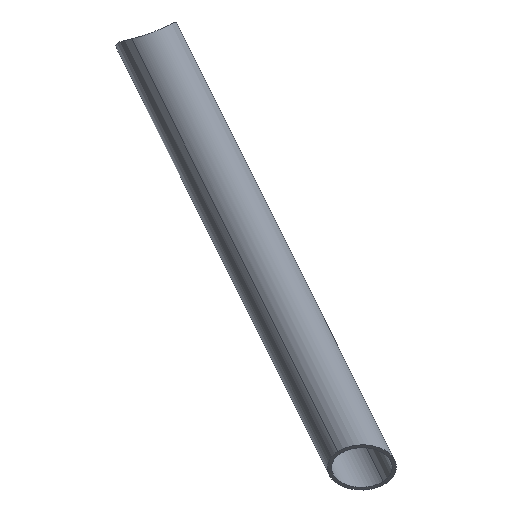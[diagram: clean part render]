
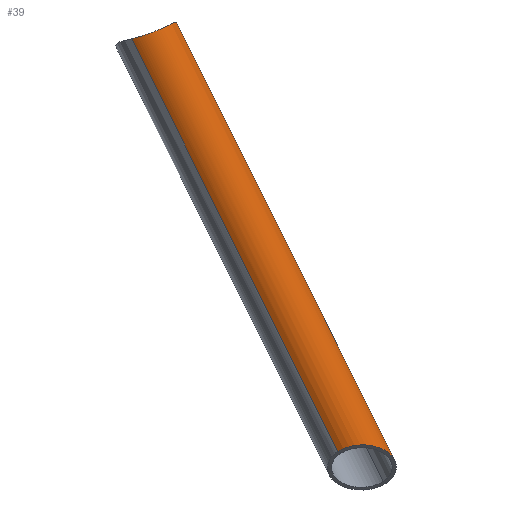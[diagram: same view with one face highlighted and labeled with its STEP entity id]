
A CAD part, left-side view. The second image highlights one B-rep face of the part: STEP entity #39.
In plain terms, the highlighted cylindrical face has radius 12.5 mm (diameter 25 mm), a partial arc.
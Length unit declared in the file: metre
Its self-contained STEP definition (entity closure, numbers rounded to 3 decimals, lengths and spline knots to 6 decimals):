
#39=ADVANCED_FACE('',(#79),#80,.T.);
#79=FACE_OUTER_BOUND('',#118,.T.);
#80=CYLINDRICAL_SURFACE('',#119,0.0125);
#118=EDGE_LOOP('',(#160,#161,#162,#163,#164,#165));
#119=AXIS2_PLACEMENT_3D('',#166,#167,#168);
#160=ORIENTED_EDGE('',*,*,#255,.F.);
#161=ORIENTED_EDGE('',*,*,#256,.T.);
#162=ORIENTED_EDGE('',*,*,#257,.T.);
#163=ORIENTED_EDGE('',*,*,#258,.F.);
#164=ORIENTED_EDGE('',*,*,#259,.T.);
#165=ORIENTED_EDGE('',*,*,#260,.T.);
#166=CARTESIAN_POINT('',(-0.093769,-0.198323,0.323243));
#167=DIRECTION('',(-0.916,-0.179,-0.359));
#168=DIRECTION('',(-0.359,0.765,0.535));
#255=EDGE_CURVE('',#303,#304,#305,.T.);
#256=EDGE_CURVE('',#303,#306,#307,.T.);
#257=EDGE_CURVE('0:66',#306,#308,#309,.T.);
#258=EDGE_CURVE('',#310,#308,#311,.T.);
#259=EDGE_CURVE('',#310,#312,#313,.T.);
#260=EDGE_CURVE('0:96',#312,#304,#314,.T.);
#303=VERTEX_POINT('',#410);
#304=VERTEX_POINT('',#411);
#305=LINE('',#412,#413);
#306=VERTEX_POINT('',#414);
#307=ELLIPSE('',#415,0.015784,0.0125);
#308=VERTEX_POINT('',#416);
#309=ELLIPSE('',#417,0.015784,0.0125);
#310=VERTEX_POINT('',#418);
#311=LINE('',#419,#420);
#312=VERTEX_POINT('',#421);
#313=B_SPLINE_CURVE_WITH_KNOTS('',3,(#422,#423,#424,#425,#426,#427,#428,#429,#430,#431,#432,#433,#434,#435,#436,#437,#438,#439,#440,#441,#442),.UNSPECIFIED.,.F.,.F.,(4,2,2,2,1,2,2,2,2,2,4),(0.0,3.24499,8.633162,14.021334,16.71542,19.409505,24.797677,30.185849,35.574021,40.962193,46.350365),.UNSPECIFIED.);
#314=B_SPLINE_CURVE_WITH_KNOTS('',3,(#443,#444,#445,#446,#447,#448,#449,#450,#451,#452,#453,#454,#455,#456,#457,#458,#459,#460,#461,#462,#463,#464,#465,#466,#467,#468,#469,#470,#471,#472,#473,#474,#475,#476,#477,#478,#479,#480),.UNSPECIFIED.,.F.,.F.,(4,2,2,2,2,2,2,2,1,2,2,2,2,2,2,1,2,2,1,1,4),(0.0,4.088113,8.176226,12.26434,20.440566,32.704906,42.195378,46.940614,51.68585,55.244777,58.803704,61.176322,63.54894,65.921558,70.666794,75.41203,80.157266,89.647738,99.13821,103.883446,108.628682),.UNSPECIFIED.);
#410=CARTESIAN_POINT('',(-0.441083,-0.255749,0.195538));
#411=CARTESIAN_POINT('',(-0.038087,-0.177003,0.353513));
#412=CARTESIAN_POINT('',(-0.098257,-0.18876,0.329926));
#413=VECTOR('',#700,1.0);
#414=CARTESIAN_POINT('',(-0.446839,-0.272604,0.196632));
#415=AXIS2_PLACEMENT_3D('',#701,#702,#703);
#416=CARTESIAN_POINT('',(-0.428917,-0.274251,0.183422));
#417=AXIS2_PLACEMENT_3D('',#704,#705,#706);
#418=CARTESIAN_POINT('',(-0.008787,-0.192156,0.348113));
#419=CARTESIAN_POINT('',(-0.089281,-0.207885,0.316559));
#420=VECTOR('',#707,1.0);
#421=CARTESIAN_POINT('',(-0.005809,-0.193829,0.355699));
#422=CARTESIAN_POINT('',(-0.013741,-0.173984,0.345475));
#423=CARTESIAN_POINT('',(-0.013948,-0.174457,0.344937));
#424=CARTESIAN_POINT('',(-0.01414,-0.174962,0.344426));
#425=CARTESIAN_POINT('',(-0.01459,-0.176392,0.343164));
#426=CARTESIAN_POINT('',(-0.014813,-0.177393,0.342459));
#427=CARTESIAN_POINT('',(-0.015036,-0.179607,0.341367));
#428=CARTESIAN_POINT('',(-0.01503,-0.180827,0.340987));
#429=CARTESIAN_POINT('',(-0.01477,-0.182693,0.340816));
#430=CARTESIAN_POINT('',(-0.014514,-0.183945,0.340834));
#431=CARTESIAN_POINT('',(-0.014108,-0.185132,0.34112));
#432=CARTESIAN_POINT('',(-0.013414,-0.186822,0.341719));
#433=CARTESIAN_POINT('',(-0.012842,-0.187821,0.342344));
#434=CARTESIAN_POINT('',(-0.011628,-0.189534,0.34384));
#435=CARTESIAN_POINT('',(-0.010985,-0.190253,0.34471));
#436=CARTESIAN_POINT('',(-0.009707,-0.19147,0.34659));
#437=CARTESIAN_POINT('',(-0.009071,-0.191969,0.3476));
#438=CARTESIAN_POINT('',(-0.00787,-0.19279,0.349726));
#439=CARTESIAN_POINT('',(-0.007303,-0.193113,0.350843));
#440=CARTESIAN_POINT('',(-0.006351,-0.193599,0.353187));
#441=CARTESIAN_POINT('',(-0.005963,-0.193765,0.354422));
#442=CARTESIAN_POINT('',(-0.005809,-0.193829,0.355699));
#443=CARTESIAN_POINT('',(-0.005809,-0.193829,0.355699));
#444=CARTESIAN_POINT('',(-0.00644,-0.194028,0.35642));
#445=CARTESIAN_POINT('',(-0.007188,-0.194142,0.357051));
#446=CARTESIAN_POINT('',(-0.008833,-0.194271,0.35807));
#447=CARTESIAN_POINT('',(-0.009726,-0.194288,0.358461));
#448=CARTESIAN_POINT('',(-0.011559,-0.194277,0.359067));
#449=CARTESIAN_POINT('',(-0.012499,-0.194249,0.359283));
#450=CARTESIAN_POINT('',(-0.015339,-0.194129,0.359773));
#451=CARTESIAN_POINT('',(-0.017256,-0.193998,0.359895));
#452=CARTESIAN_POINT('',(-0.022027,-0.193565,0.359983));
#453=CARTESIAN_POINT('',(-0.024878,-0.193209,0.359837));
#454=CARTESIAN_POINT('',(-0.029849,-0.192315,0.359397));
#455=CARTESIAN_POINT('',(-0.032001,-0.191837,0.359138));
#456=CARTESIAN_POINT('',(-0.035156,-0.190889,0.358645));
#457=CARTESIAN_POINT('',(-0.036194,-0.190535,0.358462));
#458=CARTESIAN_POINT('',(-0.038218,-0.189712,0.358053));
#459=CARTESIAN_POINT('',(-0.039948,-0.188893,0.357657));
#460=CARTESIAN_POINT('',(-0.041498,-0.187793,0.357164));
#461=CARTESIAN_POINT('',(-0.042677,-0.186688,0.356691));
#462=CARTESIAN_POINT('',(-0.043192,-0.18605,0.356429));
#463=CARTESIAN_POINT('',(-0.043727,-0.184831,0.355957));
#464=CARTESIAN_POINT('',(-0.04385,-0.184303,0.35576));
#465=CARTESIAN_POINT('',(-0.043858,-0.183233,0.355377));
#466=CARTESIAN_POINT('',(-0.043745,-0.182696,0.355193));
#467=CARTESIAN_POINT('',(-0.043343,-0.181685,0.354859));
#468=CARTESIAN_POINT('',(-0.043058,-0.181209,0.354708));
#469=CARTESIAN_POINT('',(-0.042066,-0.179885,0.3543));
#470=CARTESIAN_POINT('',(-0.041228,-0.179135,0.354086));
#471=CARTESIAN_POINT('',(-0.039444,-0.177798,0.353719));
#472=CARTESIAN_POINT('',(-0.037534,-0.176625,0.353412));
#473=CARTESIAN_POINT('',(-0.035509,-0.175666,0.353174));
#474=CARTESIAN_POINT('',(-0.032422,-0.174347,0.352848));
#475=CARTESIAN_POINT('',(-0.030297,-0.173622,0.352669));
#476=CARTESIAN_POINT('',(-0.025994,-0.172391,0.352316));
#477=CARTESIAN_POINT('',(-0.02272,-0.171632,0.352056));
#478=CARTESIAN_POINT('',(-0.018309,-0.170975,0.351577));
#479=CARTESIAN_POINT('',(-0.016098,-0.170799,0.351246));
#480=CARTESIAN_POINT('',(-0.014999,-0.170769,0.35104));
#700=DIRECTION('',(0.916,0.179,0.359));
#701=CARTESIAN_POINT('',(-0.435,-0.265,0.18948));
#702=DIRECTION('',(0.578,-0.145,0.803));
#703=DIRECTION('',(0.75,0.482,-0.453));
#704=CARTESIAN_POINT('',(-0.435,-0.265,0.18948));
#705=DIRECTION('',(0.578,-0.145,0.803));
#706=DIRECTION('',(0.75,0.482,-0.453));
#707=DIRECTION('',(-0.916,-0.179,-0.359));
